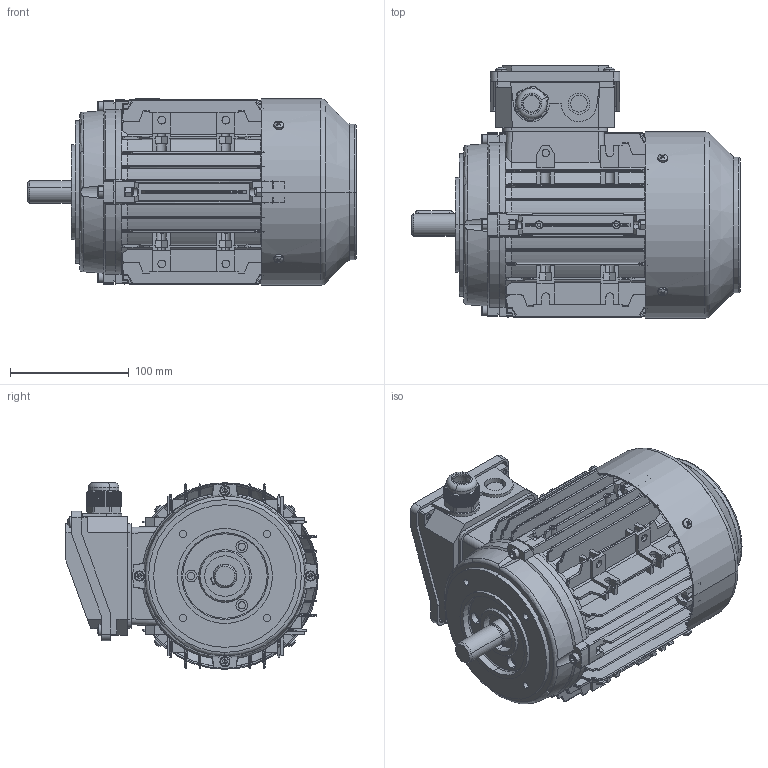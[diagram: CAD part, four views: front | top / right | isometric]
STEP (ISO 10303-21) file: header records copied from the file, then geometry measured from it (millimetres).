
FILE_DESCRIPTION (( 'STEP AP203' ), '1' );
FILE_NAME ('T80 B14蚾饜芞.STEP', '2015-04-07T00:56:30', ( 'USER' ), ( 'MS' ), 'SwSTEP 2.0', 'SolidWorks 2008', '' );
FILE_SCHEMA (( 'CONFIG_CONTROL_DESIGN' ));
Products named in the file (15): TA80风罩_默认; Cross recessed thread forming screws GB_GB_CROSS_SCREWS_TYPE138 M5X12-N; 80-100出线螺套_默认; 风叶_默认; TA80 B14端盖1_默认; T80 B14蚾饜芞; T80机壳_默认; TA80转轴_默认; TA80后端盖1_默认; T80-90斜接线盒座_默认; TA80-90斜接线盒盖_默认; Cross recessed thread forming screws GB_GB_CROSS_SCREWS_TYPE138 M4X12-N; Hexagon socket head cap screws GB_GB_FASTENER_SCREWS_HSHCS M5X25-N; Hexagon nuts grade C GB_GB_FASTENER_NUT_SNC1 M5-N; Plain parallel keys_GB_CONNECTING_PIECE_KEYS_CSK 6X32
Assembly tree (34 placements, depth 2):
  T80 B14蚾饜芞
    Hexagon nuts grade C GB_GB_FASTENER_NUT_SNC1 M5-N  x8
    Cross recessed thread forming screws GB_GB_CROSS_SCREWS_TYPE138 M4X12-N  x4
    Hexagon socket head cap screws GB_GB_FASTENER_SCREWS_HSHCS M5X25-N  x8
    TA80-90斜接线盒盖_默认
    Cross recessed thread forming screws GB_GB_CROSS_SCREWS_TYPE138 M5X12-N  x4
    T80机壳_默认
    TA80后端盖1_默认
    风叶_默认
    T80-90斜接线盒座_默认
    TA80 B14端盖1_默认
    Plain parallel keys_GB_CONNECTING_PIECE_KEYS_CSK 6X32
    TA80转轴_默认
    80-100出线螺套_默认
    TA80风罩_默认
Bounding box: 277 x 212.55 x 157.15 mm (x, y, z)
Volume: 862216.4 mm3; surface area: 593476.2 mm2
Topology: 34 solids, 34 shells, 3632 faces, 9485 edges, 5986 vertices
Faces by surface type: plane 1958, cylinder 919, cone 282, bspline 226, torus 143, sphere 104
Entity records: 109611 total; most frequent: CARTESIAN_POINT 30770, ORIENTED_EDGE 16850, DIRECTION 14879, EDGE_CURVE 8425, VERTEX_POINT 5351, AXIS2_PLACEMENT_3D 5059, VECTOR 4761, LINE 4761
